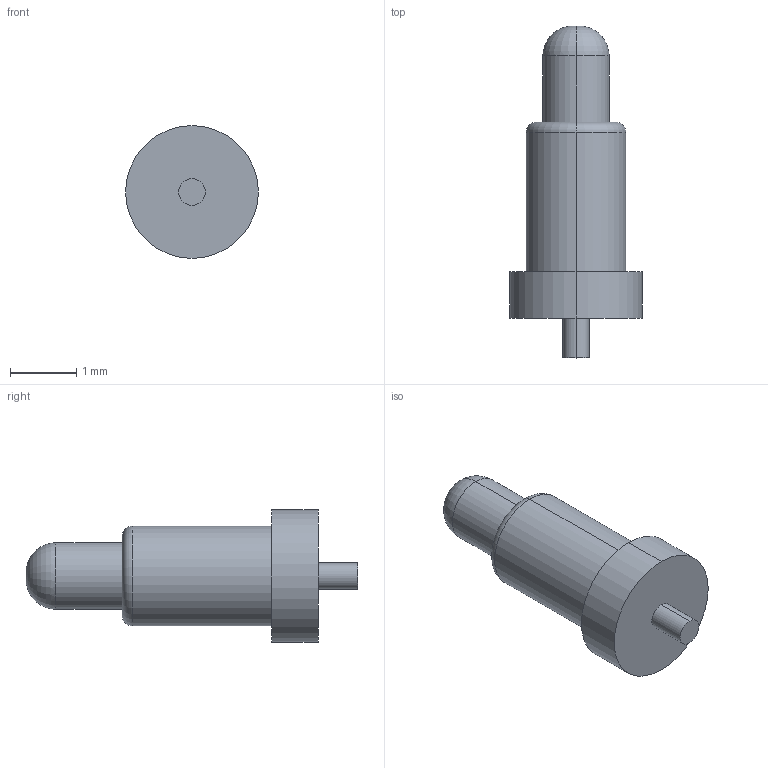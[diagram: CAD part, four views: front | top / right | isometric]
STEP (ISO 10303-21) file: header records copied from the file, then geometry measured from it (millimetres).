
FILE_DESCRIPTION (( 'STEP AP214' ), '1' );
FILE_NAME ('YZP0243-20050-01.STEP', '2024-01-26T19:30:23', ( '' ), ( '' ), 'SwSTEP 2.0', 'SolidWorks 2022', '' );
FILE_SCHEMA (( 'AUTOMOTIVE_DESIGN' ));
Length unit declared in the file: millimetre
Products named in the file (1): YZP0243-20050-01
Bounding box: 2 x 5 x 2 mm (x, y, z)
Volume: 7.3 mm3; surface area: 25.6 mm2
Topology: 1 solids, 1 shells, 17 faces, 32 edges, 20 vertices
Faces by surface type: cylinder 8, plane 5, torus 4
Entity records: 472 total; most frequent: DIRECTION 92, CARTESIAN_POINT 70, ORIENTED_EDGE 64, AXIS2_PLACEMENT_3D 42, EDGE_CURVE 32, CIRCLE 24, EDGE_LOOP 20, VERTEX_POINT 20
